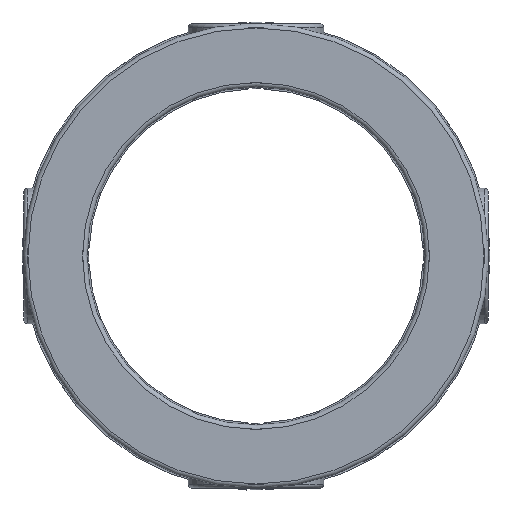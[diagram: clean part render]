
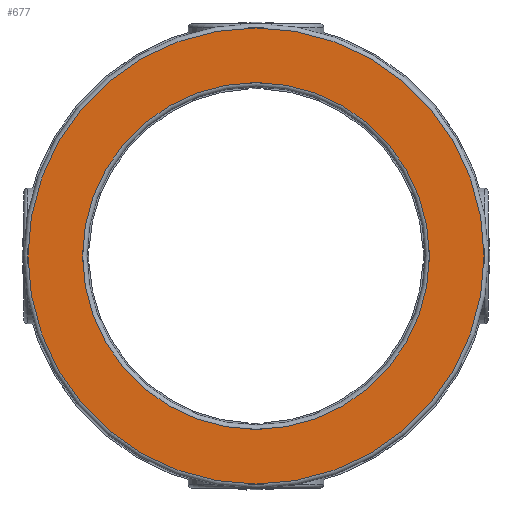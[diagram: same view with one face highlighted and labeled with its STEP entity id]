
A CAD part, left-side view. The second image highlights one B-rep face of the part: STEP entity #677.
In plain terms, the highlighted planar face has unit normal (-1, 0, 0).
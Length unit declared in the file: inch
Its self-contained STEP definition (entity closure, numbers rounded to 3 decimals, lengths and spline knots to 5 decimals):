
#25 = PLANE ( 'NONE',  #2312 ) ;
#32 = DIRECTION ( 'NONE',  ( 0., 0., -1. ) ) ;
#264 = CARTESIAN_POINT ( 'NONE',  ( -0.315, 0., 0. ) ) ;
#364 = EDGE_LOOP ( 'NONE', ( #1613 ) ) ;
#374 = FACE_BOUND ( 'NONE', #364, .T. ) ;
#486 = CARTESIAN_POINT ( 'NONE',  ( -0.315, 0., 0. ) ) ;
#505 = DIRECTION ( 'NONE',  ( -1., 0., 0. ) ) ;
#512 = AXIS2_PLACEMENT_3D ( 'NONE', #999, #505, #1044 ) ;
#580 = CIRCLE ( 'NONE', #1885, 0.8075 ) ;
#677 = ADVANCED_FACE ( 'NONE', ( #374, #1794 ), #25, .F. ) ;
#999 = CARTESIAN_POINT ( 'NONE',  ( -0.315, 0., 0. ) ) ;
#1044 = DIRECTION ( 'NONE',  ( 0., 0., 1. ) ) ;
#1049 = CARTESIAN_POINT ( 'NONE',  ( -0.315, 0., 1.0625 ) ) ;
#1157 = EDGE_LOOP ( 'NONE', ( #3110 ) ) ;
#1283 = DIRECTION ( 'NONE',  ( -1., 0., 0. ) ) ;
#1308 = CARTESIAN_POINT ( 'NONE',  ( -0.315, 0., 0.8075 ) ) ;
#1369 = VERTEX_POINT ( 'NONE', #1308 ) ;
#1613 = ORIENTED_EDGE ( 'NONE', *, *, #2253, .F. ) ;
#1794 = FACE_OUTER_BOUND ( 'NONE', #1157, .T. ) ;
#1885 = AXIS2_PLACEMENT_3D ( 'NONE', #264, #1283, #2502 ) ;
#2048 = DIRECTION ( 'NONE',  ( 1., 0., 0. ) ) ;
#2253 = EDGE_CURVE ( 'NONE', #1369, #1369, #580, .T. ) ;
#2307 = EDGE_CURVE ( 'NONE', #2311, #2311, #2737, .T. ) ;
#2311 = VERTEX_POINT ( 'NONE', #1049 ) ;
#2312 = AXIS2_PLACEMENT_3D ( 'NONE', #486, #2048, #32 ) ;
#2502 = DIRECTION ( 'NONE',  ( 0., 0., 1. ) ) ;
#2737 = CIRCLE ( 'NONE', #512, 1.0625 ) ;
#3110 = ORIENTED_EDGE ( 'NONE', *, *, #2307, .T. ) ;
